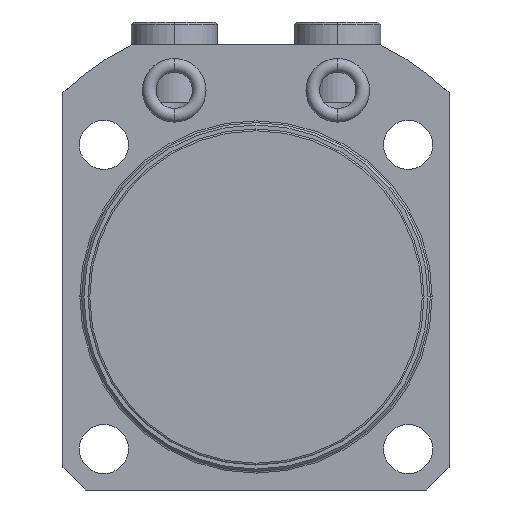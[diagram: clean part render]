
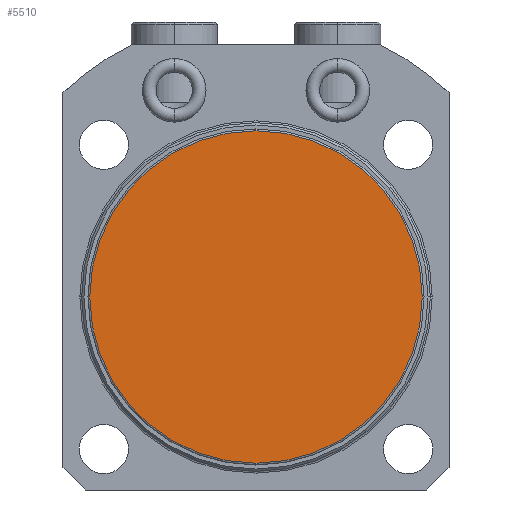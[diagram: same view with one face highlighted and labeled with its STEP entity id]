
A CAD part, front view. The second image highlights one B-rep face of the part: STEP entity #5510.
In plain terms, the highlighted planar face has unit normal (0, -1, 0).
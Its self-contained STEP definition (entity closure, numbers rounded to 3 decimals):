
#1944=CARTESIAN_POINT('',(0.,-85.5,0.));
#1945=DIRECTION('',(0.,-1.,0.));
#1946=DIRECTION('',(0.,0.,1.));
#1947=AXIS2_PLACEMENT_3D('',#1944,#1945,#1946);
#1952=CARTESIAN_POINT('',(0.,-85.5,0.));
#1953=DIRECTION('',(0.,-1.,0.));
#1954=DIRECTION('',(0.,0.,-1.));
#1955=AXIS2_PLACEMENT_3D('',#1952,#1953,#1954);
#4242=CARTESIAN_POINT('',(0.,-85.5,36.6));
#4243=CARTESIAN_POINT('',(0.,-85.5,-36.6));
#4244=VERTEX_POINT('',#4242);
#4245=VERTEX_POINT('',#4243);
#5500=CARTESIAN_POINT('',(0.,-85.5,0.));
#5501=DIRECTION('',(0.,-1.,0.));
#5502=DIRECTION('',(0.,0.,-1.));
#5503=AXIS2_PLACEMENT_3D('',#5500,#5501,#5502);
#5504=PLANE('',#5503);
#5506=ORIENTED_EDGE('',*,*,#5505,.F.);
#5507=ORIENTED_EDGE('',*,*,#5490,.F.);
#5508=EDGE_LOOP('',(#5506,#5507));
#5509=FACE_OUTER_BOUND('',#5508,.F.);
#5510=ADVANCED_FACE('',(#5509),#5504,.T.);
#1948=CIRCLE('',#1947,36.6);
#1956=CIRCLE('',#1955,36.6);
#5490=EDGE_CURVE('',#4245,#4244,#1956,.T.);
#5505=EDGE_CURVE('',#4244,#4245,#1948,.T.);
